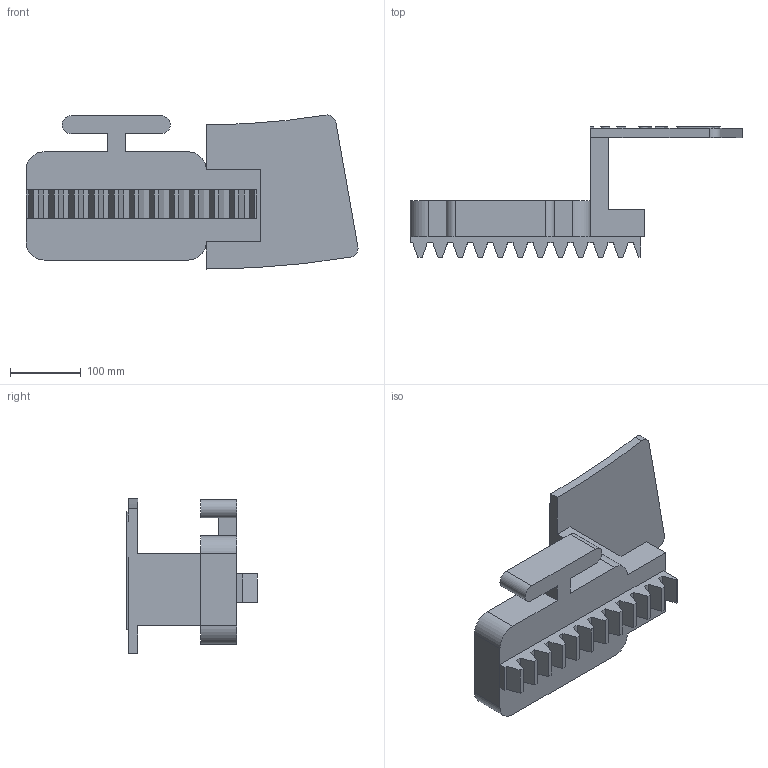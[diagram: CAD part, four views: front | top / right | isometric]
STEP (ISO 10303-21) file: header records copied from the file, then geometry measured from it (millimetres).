
FILE_DESCRIPTION (( 'STEP AP214' ), '1' );
FILE_NAME ('moving_script_tv.STEP', '2018-10-27T18:09:11', ( '' ), ( '' ), 'SwSTEP 2.0', 'SolidWorks 2017', '' );
FILE_SCHEMA (( 'AUTOMOTIVE_DESIGN' ));
Length unit declared in the file: inch
Products named in the file (1): moving_script_tv
Bounding box: 467.81 x 183.94 x 217.08 mm (x, y, z)
Volume: 3331247.3 mm3; surface area: 334101.8 mm2
Topology: 2 solids, 2 shells, 181 faces, 493 edges, 328 vertices
Faces by surface type: plane 134, cylinder 47
Entity records: 7348 total; most frequent: CARTESIAN_POINT 1003, ORIENTED_EDGE 986, DIRECTION 951, EDGE_CURVE 493, LINE 399, VECTOR 399, VERTEX_POINT 328, AXIS2_PLACEMENT_3D 276
